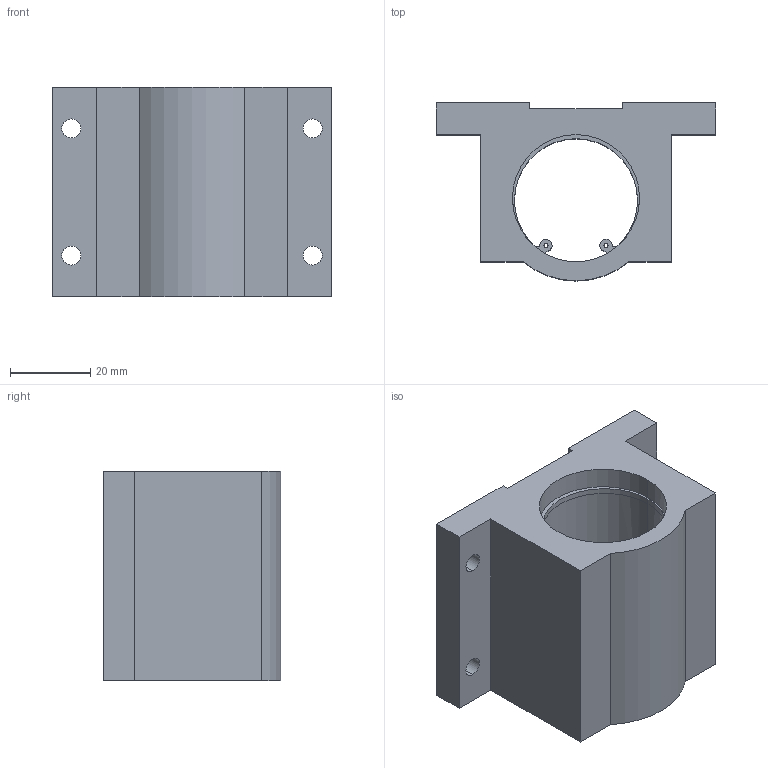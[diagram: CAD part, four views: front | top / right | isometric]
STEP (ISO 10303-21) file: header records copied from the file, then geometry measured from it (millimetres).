
FILE_DESCRIPTION (( 'STEP AP203' ), '1' );
FILE_NAME ('9804K5.step', '2011-06-17T14:42:34', ( 't2jrg' ), ( 'Microsoft' ), 'SwSTEP 2.0', 'SolidWorks 2009', '' );
FILE_SCHEMA (( 'CONFIG_CONTROL_DESIGN' ));
Length unit declared in the file: inch
Products named in the file (1): 9804K5
Bounding box: 69.85 x 44.45 x 52.39 mm (x, y, z)
Volume: 68550.7 mm3; surface area: 20840.6 mm2
Topology: 1 solids, 1 shells, 70 faces, 199 edges, 130 vertices
Faces by surface type: cylinder 47, plane 23
Entity records: 2502 total; most frequent: CARTESIAN_POINT 464, DIRECTION 445, ORIENTED_EDGE 398, EDGE_CURVE 199, AXIS2_PLACEMENT_3D 179, VERTEX_POINT 130, CIRCLE 108, EDGE_LOOP 89
